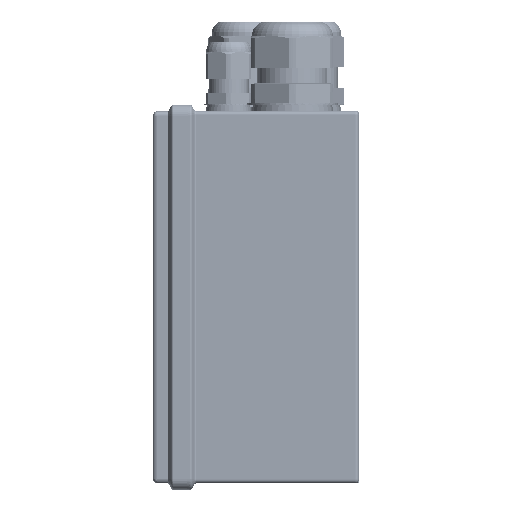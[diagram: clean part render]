
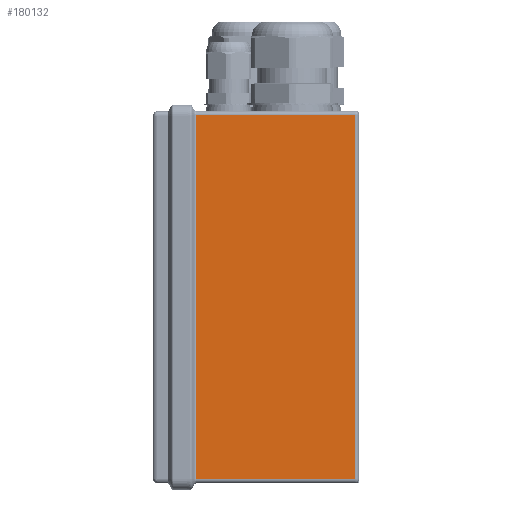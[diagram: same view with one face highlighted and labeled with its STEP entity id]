
A CAD part, left-side view. The second image highlights one B-rep face of the part: STEP entity #180132.
In plain terms, the highlighted planar face has unit normal (-1, 0, 0).
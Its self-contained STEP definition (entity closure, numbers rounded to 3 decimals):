
#5439 = ORIENTED_EDGE ( 'NONE', *, *, #108872, .T. ) ;
#6129 = DIRECTION ( 'NONE',  ( 0., 0., 1. ) ) ;
#14309 = LINE ( 'NONE', #71708, #184439 ) ;
#19073 = AXIS2_PLACEMENT_3D ( 'NONE', #130881, #147447, #48874 ) ;
#19823 = ORIENTED_EDGE ( 'NONE', *, *, #75404, .T. ) ;
#31441 = CARTESIAN_POINT ( 'NONE',  ( -110.6, -4.166, -80.3 ) ) ;
#40003 = ORIENTED_EDGE ( 'NONE', *, *, #209561, .T. ) ;
#45492 = CARTESIAN_POINT ( 'NONE',  ( -110.6, -4.166, -82.1 ) ) ;
#47457 = VERTEX_POINT ( 'NONE', #92686 ) ;
#47615 = CARTESIAN_POINT ( 'NONE',  ( -110.6, -75.8, 80.3 ) ) ;
#48874 = DIRECTION ( 'NONE',  ( 0., 0., 1. ) ) ;
#55366 = LINE ( 'NONE', #47615, #88840 ) ;
#57136 = DIRECTION ( 'NONE',  ( 0., -1., 0. ) ) ;
#61154 = VERTEX_POINT ( 'NONE', #31441 ) ;
#71708 = CARTESIAN_POINT ( 'NONE',  ( -110.6, -74.3, 80.3 ) ) ;
#73679 = CARTESIAN_POINT ( 'NONE',  ( -110.6, -75.8, -80.3 ) ) ;
#75404 = EDGE_CURVE ( 'NONE', #76716, #47457, #14309, .T. ) ;
#76716 = VERTEX_POINT ( 'NONE', #137109 ) ;
#82804 = VECTOR ( 'NONE', #161429, 1000. ) ;
#88840 = VECTOR ( 'NONE', #97961, 1000. ) ;
#92686 = CARTESIAN_POINT ( 'NONE',  ( -110.6, -74.3, 80.3 ) ) ;
#97961 = DIRECTION ( 'NONE',  ( 0., 1., 0. ) ) ;
#101279 = ORIENTED_EDGE ( 'NONE', *, *, #196807, .T. ) ;
#108872 = EDGE_CURVE ( 'NONE', #47457, #148291, #55366, .T. ) ;
#126601 = LINE ( 'NONE', #45492, #82804 ) ;
#130881 = CARTESIAN_POINT ( 'NONE',  ( -110.6, -75.8, -82.1 ) ) ;
#137109 = CARTESIAN_POINT ( 'NONE',  ( -110.6, -74.3, -80.3 ) ) ;
#137252 = CARTESIAN_POINT ( 'NONE',  ( -110.6, -4.166, 80.3 ) ) ;
#139524 = FACE_OUTER_BOUND ( 'NONE', #205811, .T. ) ;
#141792 = VECTOR ( 'NONE', #57136, 1000. ) ;
#147447 = DIRECTION ( 'NONE',  ( -1., 0., 0. ) ) ;
#148291 = VERTEX_POINT ( 'NONE', #137252 ) ;
#161429 = DIRECTION ( 'NONE',  ( 0., 0., -1. ) ) ;
#179303 = PLANE ( 'NONE',  #19073 ) ;
#180132 = ADVANCED_FACE ( 'NONE', ( #139524 ), #179303, .T. ) ;
#184439 = VECTOR ( 'NONE', #6129, 1000. ) ;
#185705 = LINE ( 'NONE', #73679, #141792 ) ;
#196807 = EDGE_CURVE ( 'NONE', #61154, #76716, #185705, .T. ) ;
#205811 = EDGE_LOOP ( 'NONE', ( #101279, #19823, #5439, #40003 ) ) ;
#209561 = EDGE_CURVE ( 'NONE', #148291, #61154, #126601, .T. ) ;
